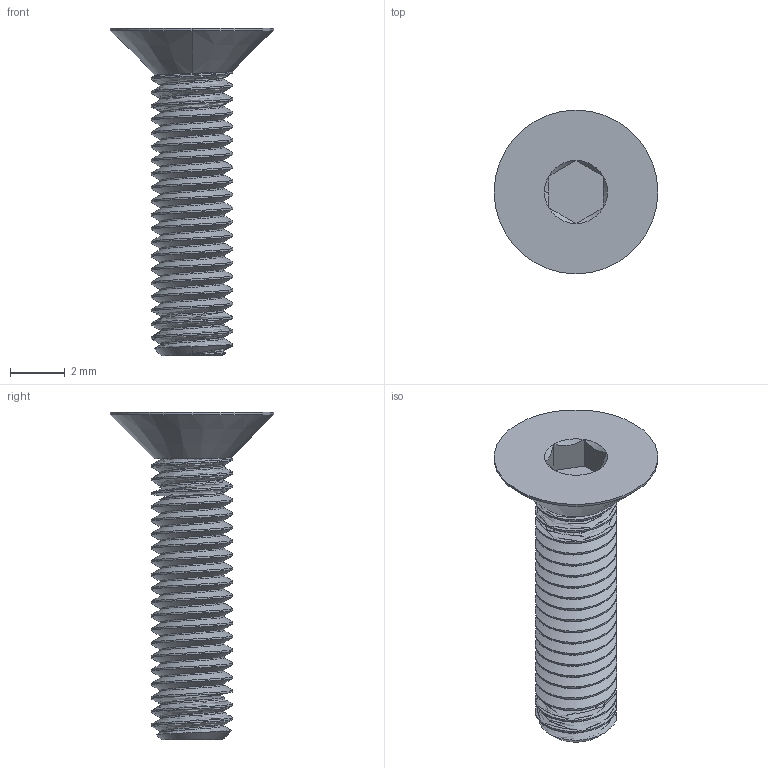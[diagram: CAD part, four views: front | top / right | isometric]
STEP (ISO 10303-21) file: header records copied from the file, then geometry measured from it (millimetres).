
FILE_DESCRIPTION (( 'STEP AP203' ), '1' );
FILE_NAME ('92125A132_18-8 Stainless Steel Hex Drive Flat Head Screw.STEP', '2022-09-01T15:27:39', ( 'Administrator' ), ( 'Managed by Terraform' ), 'SwSTEP 2.0', 'SolidWorks 2017', '' );
FILE_SCHEMA (( 'CONFIG_CONTROL_DESIGN' ));
Length unit declared in the file: millimetre
Products named in the file (1): 92125A132_18-8 Stainless Steel Hex Drive Flat Head Screw
Bounding box: 6 x 6 x 12 mm (x, y, z)
Volume: 81.9 mm3; surface area: 224.5 mm2
Topology: 1 solids, 1 shells, 68 faces, 181 edges, 116 vertices
Faces by surface type: cylinder 43, cone 12, plane 10, bspline 3
Entity records: 4696 total; most frequent: CARTESIAN_POINT 3219, ORIENTED_EDGE 362, DIRECTION 226, EDGE_CURVE 181, VERTEX_POINT 116, AXIS2_PLACEMENT_3D 83, EDGE_LOOP 69, FACE_OUTER_BOUND 68
